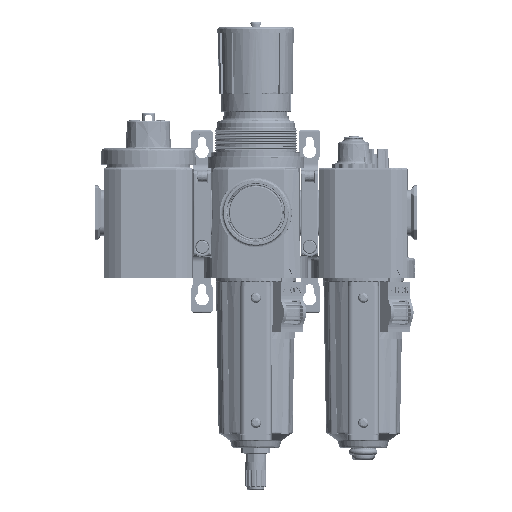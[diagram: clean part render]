
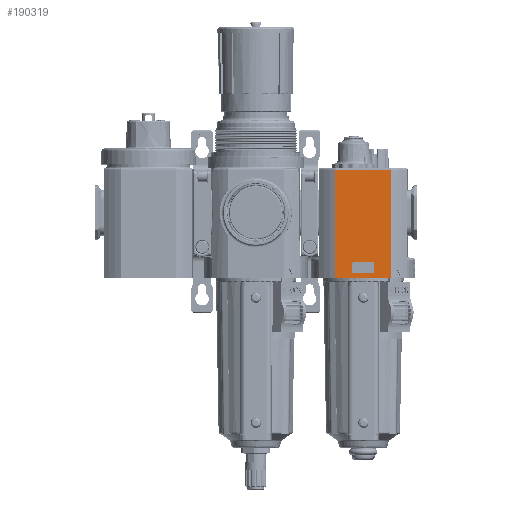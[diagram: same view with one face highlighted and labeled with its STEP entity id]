
A CAD part, top view. The second image highlights one B-rep face of the part: STEP entity #190319.
In plain terms, the highlighted planar face has unit normal (0, 0, 1).
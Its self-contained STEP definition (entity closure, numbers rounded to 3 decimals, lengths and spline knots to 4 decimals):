
#1360 = DIRECTION ( 'NONE',  ( 1., 0., 0. ) ) ;
#2372 = DIRECTION ( 'NONE',  ( 1., 0., 0. ) ) ;
#2902 = LINE ( 'NONE', #74403, #111557 ) ;
#11992 = AXIS2_PLACEMENT_3D ( 'NONE', #119190, #160721, #1360 ) ;
#12144 = CARTESIAN_POINT ( 'NONE',  ( 7.0866, 0.4079, 1.4173 ) ) ;
#13828 = CARTESIAN_POINT ( 'NONE',  ( 5.262, 0.4079, 1.4173 ) ) ;
#14940 = DIRECTION ( 'NONE',  ( 0., 0., -1. ) ) ;
#14944 = VERTEX_POINT ( 'NONE', #189117 ) ;
#16488 = EDGE_CURVE ( 'NONE', #68285, #188076, #98059, .T. ) ;
#17696 = DIRECTION ( 'NONE',  ( -1., 0., 0. ) ) ;
#25864 = VERTEX_POINT ( 'NONE', #145658 ) ;
#29569 = EDGE_LOOP ( 'NONE', ( #93093, #136634, #72577, #172716 ) ) ;
#30884 = AXIS2_PLACEMENT_3D ( 'NONE', #75635, #60217, #17696 ) ;
#33286 = CARTESIAN_POINT ( 'NONE',  ( 4.7987, 0.0098, 1.4173 ) ) ;
#34243 = EDGE_CURVE ( 'NONE', #92694, #191074, #122057, .T. ) ;
#36034 = DIRECTION ( 'NONE',  ( 0., -1., 0. ) ) ;
#37101 = ORIENTED_EDGE ( 'NONE', *, *, #114608, .F. ) ;
#37221 = CARTESIAN_POINT ( 'NONE',  ( 7.0866, 0.0098, 1.4173 ) ) ;
#37879 = LINE ( 'NONE', #54262, #162402 ) ;
#42322 = VERTEX_POINT ( 'NONE', #117791 ) ;
#43086 = LINE ( 'NONE', #160865, #73094 ) ;
#43214 = CARTESIAN_POINT ( 'NONE',  ( 5.7616, 0.4079, 1.4173 ) ) ;
#46056 = CIRCLE ( 'NONE', #11992, 0.0354 ) ;
#46463 = EDGE_LOOP ( 'NONE', ( #108804, #186855, #163264, #56142, #59766, #54828, #53021, #37101 ) ) ;
#48721 = CARTESIAN_POINT ( 'NONE',  ( 5.797, 0.3724, 1.4173 ) ) ;
#53021 = ORIENTED_EDGE ( 'NONE', *, *, #142771, .T. ) ;
#54262 = CARTESIAN_POINT ( 'NONE',  ( 7.0866, 0.128, 1.4173 ) ) ;
#54828 = ORIENTED_EDGE ( 'NONE', *, *, #143772, .F. ) ;
#55087 = VERTEX_POINT ( 'NONE', #152447 ) ;
#56142 = ORIENTED_EDGE ( 'NONE', *, *, #92206, .F. ) ;
#59766 = ORIENTED_EDGE ( 'NONE', *, *, #34243, .T. ) ;
#60217 = DIRECTION ( 'NONE',  ( 0., 0., -1. ) ) ;
#60517 = CARTESIAN_POINT ( 'NONE',  ( 6.2249, 0.0098, 1.4173 ) ) ;
#64627 = EDGE_CURVE ( 'NONE', #76348, #153187, #72971, .T. ) ;
#64709 = VERTEX_POINT ( 'NONE', #48721 ) ;
#68285 = VERTEX_POINT ( 'NONE', #60517 ) ;
#71422 = CARTESIAN_POINT ( 'NONE',  ( 5.7616, 0.128, 1.4173 ) ) ;
#72577 = ORIENTED_EDGE ( 'NONE', *, *, #189083, .F. ) ;
#72971 = LINE ( 'NONE', #12144, #84046 ) ;
#73094 = VECTOR ( 'NONE', #116493, 39.3701 ) ;
#74403 = CARTESIAN_POINT ( 'NONE',  ( 5.797, 2.7756, 1.4173 ) ) ;
#75635 = CARTESIAN_POINT ( 'NONE',  ( 7.0866, 2.7756, 1.4173 ) ) ;
#76348 = VERTEX_POINT ( 'NONE', #43214 ) ;
#81065 = VERTEX_POINT ( 'NONE', #141798 ) ;
#82094 = CARTESIAN_POINT ( 'NONE',  ( 5.7616, 0.3724, 1.4173 ) ) ;
#84046 = VECTOR ( 'NONE', #104835, 39.3701 ) ;
#88305 = AXIS2_PLACEMENT_3D ( 'NONE', #150428, #180277, #107006 ) ;
#88383 = CARTESIAN_POINT ( 'NONE',  ( 5.7616, 0.1634, 1.4173 ) ) ;
#90161 = FACE_OUTER_BOUND ( 'NONE', #29569, .T. ) ;
#92206 = EDGE_CURVE ( 'NONE', #92694, #64709, #2902, .T. ) ;
#92694 = VERTEX_POINT ( 'NONE', #171260 ) ;
#93093 = ORIENTED_EDGE ( 'NONE', *, *, #154397, .F. ) ;
#96798 = DIRECTION ( 'NONE',  ( 1., 0., 0. ) ) ;
#98059 = LINE ( 'NONE', #37221, #161983 ) ;
#100480 = AXIS2_PLACEMENT_3D ( 'NONE', #88383, #14940, #2372 ) ;
#102118 = CARTESIAN_POINT ( 'NONE',  ( 7.0866, 2.7756, 1.4173 ) ) ;
#104835 = DIRECTION ( 'NONE',  ( -1., 0., 0. ) ) ;
#107006 = DIRECTION ( 'NONE',  ( 1., 0., 0. ) ) ;
#108804 = ORIENTED_EDGE ( 'NONE', *, *, #163572, .T. ) ;
#111557 = VECTOR ( 'NONE', #164125, 39.3701 ) ;
#114608 = EDGE_CURVE ( 'NONE', #55087, #81065, #149081, .T. ) ;
#116493 = DIRECTION ( 'NONE',  ( 0., 1., 0. ) ) ;
#117515 = DIRECTION ( 'NONE',  ( 1., 0., 0. ) ) ;
#117791 = CARTESIAN_POINT ( 'NONE',  ( 6.2249, 2.7756, 1.4173 ) ) ;
#118809 = EDGE_CURVE ( 'NONE', #76348, #64709, #154301, .T. ) ;
#119190 = CARTESIAN_POINT ( 'NONE',  ( 5.262, 0.3724, 1.4173 ) ) ;
#122057 = CIRCLE ( 'NONE', #100480, 0.0354 ) ;
#122119 = CARTESIAN_POINT ( 'NONE',  ( 6.2249, 2.7756, 1.4173 ) ) ;
#123999 = LINE ( 'NONE', #122119, #150620 ) ;
#124111 = DIRECTION ( 'NONE',  ( -1., 0., 0. ) ) ;
#127699 = EDGE_CURVE ( 'NONE', #14944, #42322, #143621, .T. ) ;
#133577 = PLANE ( 'NONE',  #30884 ) ;
#134584 = CIRCLE ( 'NONE', #88305, 0.0354 ) ;
#134605 = CARTESIAN_POINT ( 'NONE',  ( 5.2266, 2.7756, 1.4173 ) ) ;
#135054 = VECTOR ( 'NONE', #36034, 39.3701 ) ;
#136634 = ORIENTED_EDGE ( 'NONE', *, *, #16488, .F. ) ;
#139048 = DIRECTION ( 'NONE',  ( 0., 0., -1. ) ) ;
#141798 = CARTESIAN_POINT ( 'NONE',  ( 5.2266, 0.1634, 1.4173 ) ) ;
#142771 = EDGE_CURVE ( 'NONE', #25864, #81065, #134584, .T. ) ;
#143621 = LINE ( 'NONE', #102118, #176396 ) ;
#143772 = EDGE_CURVE ( 'NONE', #25864, #191074, #37879, .T. ) ;
#145658 = CARTESIAN_POINT ( 'NONE',  ( 5.262, 0.128, 1.4173 ) ) ;
#147126 = FACE_BOUND ( 'NONE', #46463, .T. ) ;
#149081 = LINE ( 'NONE', #134605, #135054 ) ;
#150428 = CARTESIAN_POINT ( 'NONE',  ( 5.262, 0.1634, 1.4173 ) ) ;
#150620 = VECTOR ( 'NONE', #182839, 39.3701 ) ;
#152447 = CARTESIAN_POINT ( 'NONE',  ( 5.2266, 0.3724, 1.4173 ) ) ;
#153187 = VERTEX_POINT ( 'NONE', #13828 ) ;
#154301 = CIRCLE ( 'NONE', #178969, 0.0354 ) ;
#154397 = EDGE_CURVE ( 'NONE', #188076, #14944, #43086, .T. ) ;
#160721 = DIRECTION ( 'NONE',  ( 0., 0., -1. ) ) ;
#160865 = CARTESIAN_POINT ( 'NONE',  ( 4.7987, 0., 1.4173 ) ) ;
#161983 = VECTOR ( 'NONE', #124111, 39.3701 ) ;
#162402 = VECTOR ( 'NONE', #96798, 39.3701 ) ;
#163264 = ORIENTED_EDGE ( 'NONE', *, *, #118809, .T. ) ;
#163572 = EDGE_CURVE ( 'NONE', #55087, #153187, #46056, .T. ) ;
#164125 = DIRECTION ( 'NONE',  ( 0., 1., 0. ) ) ;
#171260 = CARTESIAN_POINT ( 'NONE',  ( 5.797, 0.1634, 1.4173 ) ) ;
#172716 = ORIENTED_EDGE ( 'NONE', *, *, #127699, .F. ) ;
#176396 = VECTOR ( 'NONE', #117515, 39.3701 ) ;
#178969 = AXIS2_PLACEMENT_3D ( 'NONE', #82094, #139048, #183394 ) ;
#180277 = DIRECTION ( 'NONE',  ( 0., 0., -1. ) ) ;
#182839 = DIRECTION ( 'NONE',  ( 0., -1., 0. ) ) ;
#183394 = DIRECTION ( 'NONE',  ( 1., 0., 0. ) ) ;
#186855 = ORIENTED_EDGE ( 'NONE', *, *, #64627, .F. ) ;
#188076 = VERTEX_POINT ( 'NONE', #33286 ) ;
#189083 = EDGE_CURVE ( 'NONE', #42322, #68285, #123999, .T. ) ;
#189117 = CARTESIAN_POINT ( 'NONE',  ( 4.7987, 2.7756, 1.4173 ) ) ;
#190319 = ADVANCED_FACE ( 'NONE', ( #90161, #147126 ), #133577, .F. ) ;
#191074 = VERTEX_POINT ( 'NONE', #71422 ) ;
